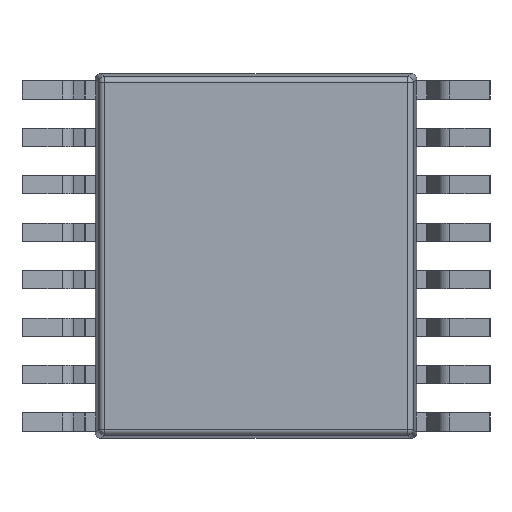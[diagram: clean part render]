
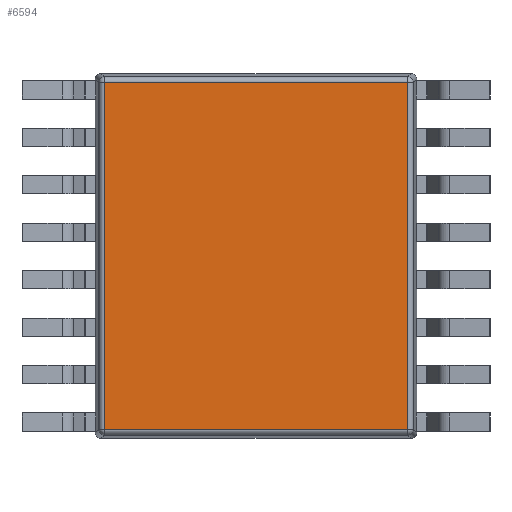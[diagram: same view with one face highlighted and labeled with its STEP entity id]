
A CAD part, front view. The second image highlights one B-rep face of the part: STEP entity #6594.
In plain terms, the highlighted planar face has unit normal (0, -1, 0).
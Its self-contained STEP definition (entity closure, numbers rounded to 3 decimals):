
#67 = DIRECTION ( 'NONE',  ( -1., 0., 0. ) ) ;
#80 = ORIENTED_EDGE ( 'NONE', *, *, #6722, .T. ) ;
#408 = CARTESIAN_POINT ( 'NONE',  ( -2.079, 0., 0. ) ) ;
#662 = EDGE_LOOP ( 'NONE', ( #10268, #5553, #80, #7897 ) ) ;
#839 = LINE ( 'NONE', #408, #1130 ) ;
#1050 = CARTESIAN_POINT ( 'NONE',  ( 0., 0., 2.379 ) ) ;
#1130 = VECTOR ( 'NONE', #4757, 1000. ) ;
#1190 = CARTESIAN_POINT ( 'NONE',  ( 2.079, 0., -2.379 ) ) ;
#1568 = AXIS2_PLACEMENT_3D ( 'NONE', #4488, #7002, #1911 ) ;
#1911 = DIRECTION ( 'NONE',  ( 0., 0., -1. ) ) ;
#1955 = DIRECTION ( 'NONE',  ( 1., 0., 0. ) ) ;
#3251 = EDGE_CURVE ( 'NONE', #5190, #6277, #839, .T. ) ;
#3692 = EDGE_CURVE ( 'NONE', #7325, #5190, #6719, .T. ) ;
#4488 = CARTESIAN_POINT ( 'NONE',  ( 0., 0., 0. ) ) ;
#4508 = CARTESIAN_POINT ( 'NONE',  ( 2.079, 0., 2.379 ) ) ;
#4678 = DIRECTION ( 'NONE',  ( 0., 0., 1. ) ) ;
#4757 = DIRECTION ( 'NONE',  ( 0., 0., -1. ) ) ;
#4814 = CARTESIAN_POINT ( 'NONE',  ( -2.079, 0., -2.379 ) ) ;
#5190 = VERTEX_POINT ( 'NONE', #5695 ) ;
#5395 = VECTOR ( 'NONE', #67, 1000. ) ;
#5553 = ORIENTED_EDGE ( 'NONE', *, *, #9035, .T. ) ;
#5695 = CARTESIAN_POINT ( 'NONE',  ( -2.079, 0., 2.379 ) ) ;
#6202 = PLANE ( 'NONE',  #1568 ) ;
#6253 = VECTOR ( 'NONE', #4678, 1000. ) ;
#6277 = VERTEX_POINT ( 'NONE', #4814 ) ;
#6594 = ADVANCED_FACE ( 'NONE', ( #8656 ), #6202, .T. ) ;
#6719 = LINE ( 'NONE', #1050, #5395 ) ;
#6722 = EDGE_CURVE ( 'NONE', #11078, #7325, #10779, .T. ) ;
#7002 = DIRECTION ( 'NONE',  ( 0., -1., 0. ) ) ;
#7325 = VERTEX_POINT ( 'NONE', #4508 ) ;
#7528 = VECTOR ( 'NONE', #1955, 1000. ) ;
#7897 = ORIENTED_EDGE ( 'NONE', *, *, #3692, .T. ) ;
#8005 = CARTESIAN_POINT ( 'NONE',  ( 2.079, 0., 0. ) ) ;
#8656 = FACE_OUTER_BOUND ( 'NONE', #662, .T. ) ;
#9035 = EDGE_CURVE ( 'NONE', #6277, #11078, #9252, .T. ) ;
#9252 = LINE ( 'NONE', #9665, #7528 ) ;
#9665 = CARTESIAN_POINT ( 'NONE',  ( 0., 0., -2.379 ) ) ;
#10268 = ORIENTED_EDGE ( 'NONE', *, *, #3251, .T. ) ;
#10779 = LINE ( 'NONE', #8005, #6253 ) ;
#11078 = VERTEX_POINT ( 'NONE', #1190 ) ;
